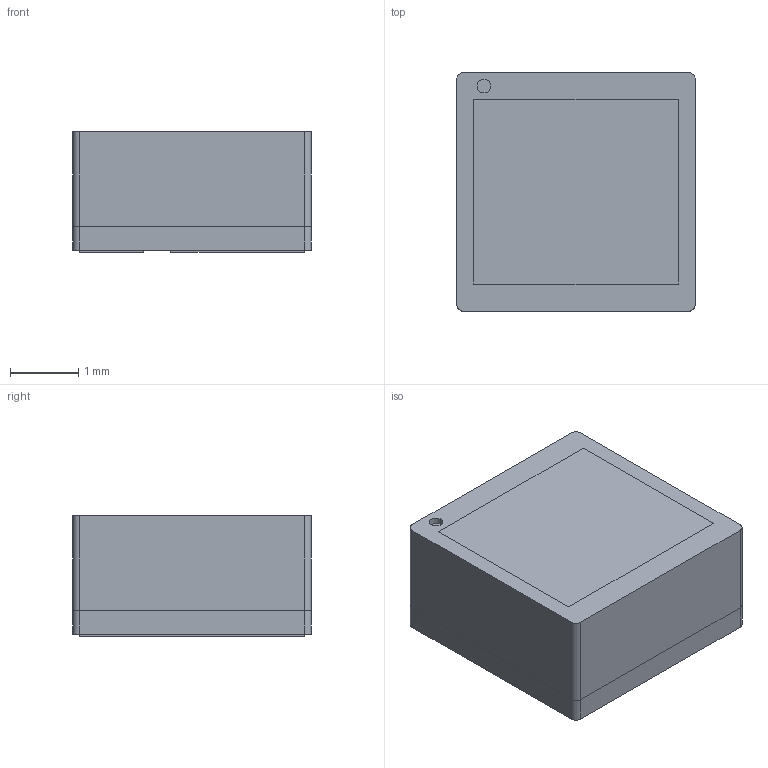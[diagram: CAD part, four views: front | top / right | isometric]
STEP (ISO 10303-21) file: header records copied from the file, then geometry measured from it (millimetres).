
FILE_DESCRIPTION(/* description */ ('Unknown'),/* implementation_level */ '2;1');
FILE_NAME(/* name */ 'WL-VCSL_3535',/* time_stamp */ '2020-05-18T08:49:50+02:00',/* author */ ('Unknown'),/* organization */ ('Unknown'),/* preprocessor_version */ 'ST-DEVELOPER v16.7',/* originating_system */ 'DEX',/* authorisation */ $);
FILE_SCHEMA (('AUTOMOTIVE_DESIGN {1 0 10303 214 3 1 1}'));
Length unit declared in the file: millimetre
Products named in the file (5): WL-VCSL_3535; Bottom; Pads; Top; Glass
Assembly tree (4 placements, depth 2):
  WL-VCSL_3535
    Bottom
    Pads
    Top
    Glass
Bounding box: 3.5 x 3.5 x 1.77 mm (x, y, z)
Volume: 21.5 mm3; surface area: 123 mm2
Topology: 5 solids, 5 shells, 78 faces, 195 edges, 130 vertices
Faces by surface type: plane 69, cylinder 9
Full cylindrical faces by diameter (mm): 0.2 x1
Entity records: 2773 total; most frequent: CARTESIAN_POINT 407, ORIENTED_EDGE 388, DIRECTION 378, EDGE_CURVE 194, LINE 176, VECTOR 176, VERTEX_POINT 130, AXIS2_PLACEMENT_3D 101
